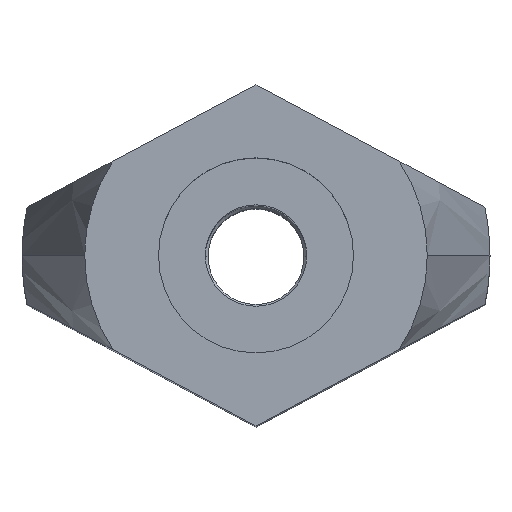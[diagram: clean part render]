
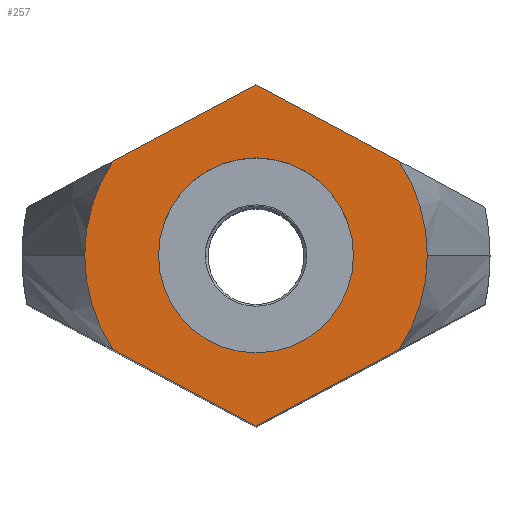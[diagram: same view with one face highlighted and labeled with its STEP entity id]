
A CAD part, top view. The second image highlights one B-rep face of the part: STEP entity #257.
In plain terms, the highlighted planar face has unit normal (0, 0, 1).
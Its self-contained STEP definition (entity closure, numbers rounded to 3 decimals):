
#171=VERTEX_POINT('',#478);
#175=VERTEX_POINT('',#482);
#177=EDGE_CURVE('',#255,#171,#484,.T.);
#223=VERTEX_POINT('',#536);
#231=EDGE_CURVE('',#343,#223,#546,.T.);
#251=EDGE_CURVE('',#339,#175,#567,.T.);
#255=VERTEX_POINT('',#571);
#257=ADVANCED_FACE('',(#573,#574),#575,.T.);
#267=EDGE_CURVE('',#307,#381,#587,.T.);
#279=EDGE_CURVE('',#333,#363,#600,.T.);
#307=VERTEX_POINT('',#630);
#321=EDGE_CURVE('',#363,#333,#646,.T.);
#333=VERTEX_POINT('',#662);
#339=VERTEX_POINT('',#669);
#343=VERTEX_POINT('',#673);
#359=EDGE_CURVE('',#381,#339,#693,.T.);
#363=VERTEX_POINT('',#697);
#371=EDGE_CURVE('',#223,#255,#707,.T.);
#381=VERTEX_POINT('',#718);
#417=EDGE_CURVE('',#175,#343,#757,.T.);
#457=EDGE_CURVE('',#171,#307,#800,.T.);
#478=CARTESIAN_POINT('',(0.,4.37,18.0));
#482=CARTESIAN_POINT('',(0.,-4.37,18.0));
#484=LINE('',#822,#823);
#536=CARTESIAN_POINT('',(4.392,0.,18.0));
#546=CIRCLE('',#905,4.392);
#567=LINE('',#942,#943);
#571=CARTESIAN_POINT('',(3.664,2.422,18.0));
#573=FACE_OUTER_BOUND('',#950,.T.);
#574=FACE_BOUND('',#951,.T.);
#575=PLANE('',#952);
#587=CIRCLE('',#969,4.392);
#600=CIRCLE('',#997,2.5);
#630=CARTESIAN_POINT('',(-3.664,2.422,18.0));
#646=CIRCLE('',#1059,2.5);
#662=CARTESIAN_POINT('',(2.5,0.0,18.0));
#669=CARTESIAN_POINT('',(-3.664,-2.422,18.0));
#673=CARTESIAN_POINT('',(3.664,-2.422,18.0));
#693=CIRCLE('',#1112,4.392);
#697=CARTESIAN_POINT('',(-2.5,0.,18.0));
#707=CIRCLE('',#1127,4.392);
#718=CARTESIAN_POINT('',(-4.392,0.,18.0));
#757=LINE('',#1202,#1203);
#800=LINE('',#1270,#1271);
#822=CARTESIAN_POINT('',(0.401,4.157,18.0));
#823=VECTOR('',#1275,1.0);
#905=AXIS2_PLACEMENT_3D('',#1346,#1347,#1348);
#942=CARTESIAN_POINT('',(-2.113,-3.247,18.0));
#943=VECTOR('',#1367,1.0);
#950=EDGE_LOOP('',(#1372,#1373,#1374,#1375,#1376,#1377,#1378,#1379));
#951=EDGE_LOOP('',(#1380,#1381));
#952=AXIS2_PLACEMENT_3D('',#1382,#1383,#1384);
#969=AXIS2_PLACEMENT_3D('',#1404,#1405,#1406);
#997=AXIS2_PLACEMENT_3D('',#1417,#1418,#1419);
#1059=AXIS2_PLACEMENT_3D('',#1464,#1465,#1466);
#1112=AXIS2_PLACEMENT_3D('',#1543,#1544,#1545);
#1127=AXIS2_PLACEMENT_3D('',#1563,#1564,#1565);
#1202=CARTESIAN_POINT('',(0.401,-4.157,18.0));
#1203=VECTOR('',#1625,1.0);
#1270=CARTESIAN_POINT('',(-2.113,3.247,18.0));
#1271=VECTOR('',#1670,1.0);
#1275=DIRECTION('',(-0.883,0.469,0.));
#1346=CARTESIAN_POINT('',(0.,0.,18.0));
#1347=DIRECTION('',(0.,0.,1.0));
#1348=DIRECTION('',(-1.0,0.,-0.0));
#1367=DIRECTION('',(0.883,-0.469,0.));
#1372=ORIENTED_EDGE('',*,*,#457,.T.);
#1373=ORIENTED_EDGE('',*,*,#267,.T.);
#1374=ORIENTED_EDGE('',*,*,#359,.T.);
#1375=ORIENTED_EDGE('',*,*,#251,.T.);
#1376=ORIENTED_EDGE('',*,*,#417,.T.);
#1377=ORIENTED_EDGE('',*,*,#231,.T.);
#1378=ORIENTED_EDGE('',*,*,#371,.T.);
#1379=ORIENTED_EDGE('',*,*,#177,.T.);
#1380=ORIENTED_EDGE('',*,*,#279,.T.);
#1381=ORIENTED_EDGE('',*,*,#321,.T.);
#1382=CARTESIAN_POINT('',(-2.196,0.,18.0));
#1383=DIRECTION('',(0.,0.,1.0));
#1384=DIRECTION('',(-1.0,0.,0.));
#1404=CARTESIAN_POINT('',(0.,0.,18.0));
#1405=DIRECTION('',(0.,0.,1.0));
#1406=DIRECTION('',(-1.0,0.,-0.0));
#1417=CARTESIAN_POINT('',(0.0,0.0,18.0));
#1418=DIRECTION('',(0.,0.,-1.0));
#1419=DIRECTION('',(1.0,0.,0.));
#1464=CARTESIAN_POINT('',(0.0,0.0,18.0));
#1465=DIRECTION('',(0.,0.,-1.0));
#1466=DIRECTION('',(1.0,0.,0.));
#1543=CARTESIAN_POINT('',(0.,0.,18.0));
#1544=DIRECTION('',(0.,0.,1.0));
#1545=DIRECTION('',(-1.0,0.,-0.0));
#1563=CARTESIAN_POINT('',(0.,0.,18.0));
#1564=DIRECTION('',(0.,0.,1.0));
#1565=DIRECTION('',(-1.0,0.,-0.0));
#1625=DIRECTION('',(0.883,0.469,0.));
#1670=DIRECTION('',(-0.883,-0.469,0.));
